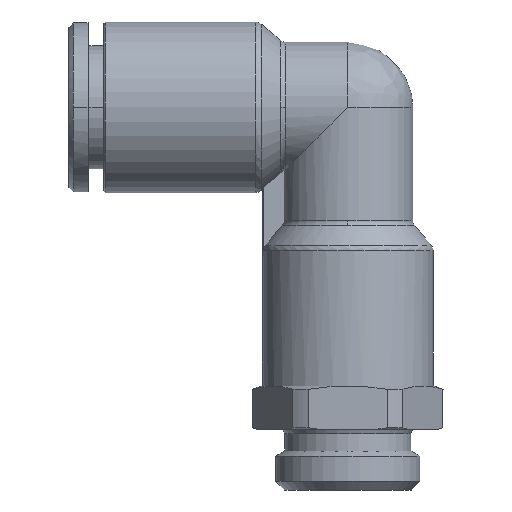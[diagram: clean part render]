
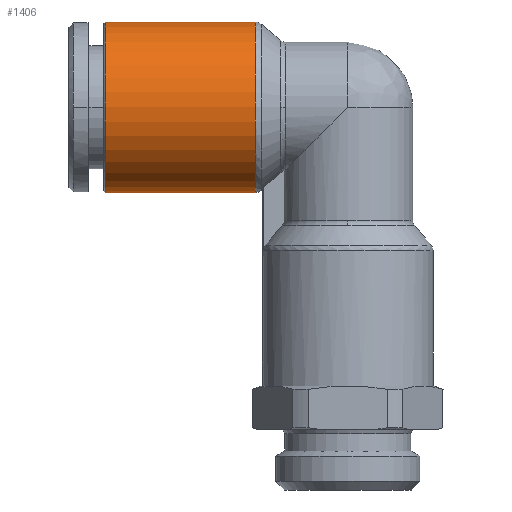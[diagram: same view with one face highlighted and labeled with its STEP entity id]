
A CAD part, left-side view. The second image highlights one B-rep face of the part: STEP entity #1406.
In plain terms, the highlighted cylindrical face has radius 9.85 mm (diameter 19.7 mm), a partial arc.
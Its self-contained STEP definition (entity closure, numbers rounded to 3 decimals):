
#531 = ORIENTED_EDGE ( 'NONE', *, *, #13484, .F. ) ;
#846 = CARTESIAN_POINT ( 'NONE',  ( -2.264, 0., -9.85 ) ) ;
#1226 = EDGE_CURVE ( 'NONE', #3994, #7624, #6558, .T. ) ;
#1321 = AXIS2_PLACEMENT_3D ( 'NONE', #3038, #14930, #7770 ) ;
#1406 = ADVANCED_FACE ( 'NONE', ( #14366 ), #5239, .T. ) ;
#1782 = DIRECTION ( 'NONE',  ( 0., 0., -1. ) ) ;
#1959 = CARTESIAN_POINT ( 'NONE',  ( 15.072, 9.85, 0. ) ) ;
#2042 = VERTEX_POINT ( 'NONE', #9168 ) ;
#2068 = AXIS2_PLACEMENT_3D ( 'NONE', #10507, #15164, #8001 ) ;
#2653 = DIRECTION ( 'NONE',  ( 1., 0., 0. ) ) ;
#3038 = CARTESIAN_POINT ( 'NONE',  ( 5.372, 0., 0. ) ) ;
#3052 = AXIS2_PLACEMENT_3D ( 'NONE', #10760, #10654, #3732 ) ;
#3732 = DIRECTION ( 'NONE',  ( 0., 0., -1. ) ) ;
#3821 = CIRCLE ( 'NONE', #5976, 9.85 ) ;
#3837 = VERTEX_POINT ( 'NONE', #4662 ) ;
#3994 = VERTEX_POINT ( 'NONE', #14656 ) ;
#4662 = CARTESIAN_POINT ( 'NONE',  ( 15.072, 0., -9.85 ) ) ;
#5239 = CYLINDRICAL_SURFACE ( 'NONE', #1321, 9.85 ) ;
#5976 = AXIS2_PLACEMENT_3D ( 'NONE', #12711, #8942, #1782 ) ;
#6216 = EDGE_CURVE ( 'NONE', #2042, #3994, #11696, .T. ) ;
#6558 = CIRCLE ( 'NONE', #3052, 9.85 ) ;
#7624 = VERTEX_POINT ( 'NONE', #1959 ) ;
#7770 = DIRECTION ( 'NONE',  ( 0., 0., -1. ) ) ;
#7931 = DIRECTION ( 'NONE',  ( 1., 0., 0. ) ) ;
#8001 = DIRECTION ( 'NONE',  ( 0., 0., -1. ) ) ;
#8942 = DIRECTION ( 'NONE',  ( 1., 0., 0. ) ) ;
#8999 = ORIENTED_EDGE ( 'NONE', *, *, #1226, .T. ) ;
#9102 = ORIENTED_EDGE ( 'NONE', *, *, #14815, .T. ) ;
#9168 = CARTESIAN_POINT ( 'NONE',  ( -2.264, 0., 9.85 ) ) ;
#9518 = ORIENTED_EDGE ( 'NONE', *, *, #13703, .T. ) ;
#9630 = EDGE_LOOP ( 'NONE', ( #9518, #10397, #8999, #9102, #531 ) ) ;
#10397 = ORIENTED_EDGE ( 'NONE', *, *, #6216, .T. ) ;
#10507 = CARTESIAN_POINT ( 'NONE',  ( 15.072, 0., 0. ) ) ;
#10654 = DIRECTION ( 'NONE',  ( -1., 0., 0. ) ) ;
#10760 = CARTESIAN_POINT ( 'NONE',  ( 15.072, 0., 0. ) ) ;
#11274 = VECTOR ( 'NONE', #2653, 1000. ) ;
#11696 = LINE ( 'NONE', #13889, #11900 ) ;
#11900 = VECTOR ( 'NONE', #7931, 1000. ) ;
#11928 = VERTEX_POINT ( 'NONE', #846 ) ;
#12711 = CARTESIAN_POINT ( 'NONE',  ( -2.264, 0., 0. ) ) ;
#13132 = LINE ( 'NONE', #14581, #11274 ) ;
#13484 = EDGE_CURVE ( 'NONE', #11928, #3837, #13132, .T. ) ;
#13703 = EDGE_CURVE ( 'NONE', #11928, #2042, #3821, .T. ) ;
#13889 = CARTESIAN_POINT ( 'NONE',  ( 5.372, 0., 9.85 ) ) ;
#14366 = FACE_OUTER_BOUND ( 'NONE', #9630, .T. ) ;
#14568 = CIRCLE ( 'NONE', #2068, 9.85 ) ;
#14581 = CARTESIAN_POINT ( 'NONE',  ( 5.372, 0., -9.85 ) ) ;
#14656 = CARTESIAN_POINT ( 'NONE',  ( 15.072, 0., 9.85 ) ) ;
#14815 = EDGE_CURVE ( 'NONE', #7624, #3837, #14568, .T. ) ;
#14930 = DIRECTION ( 'NONE',  ( 1., 0., 0. ) ) ;
#15164 = DIRECTION ( 'NONE',  ( -1., 0., 0. ) ) ;
